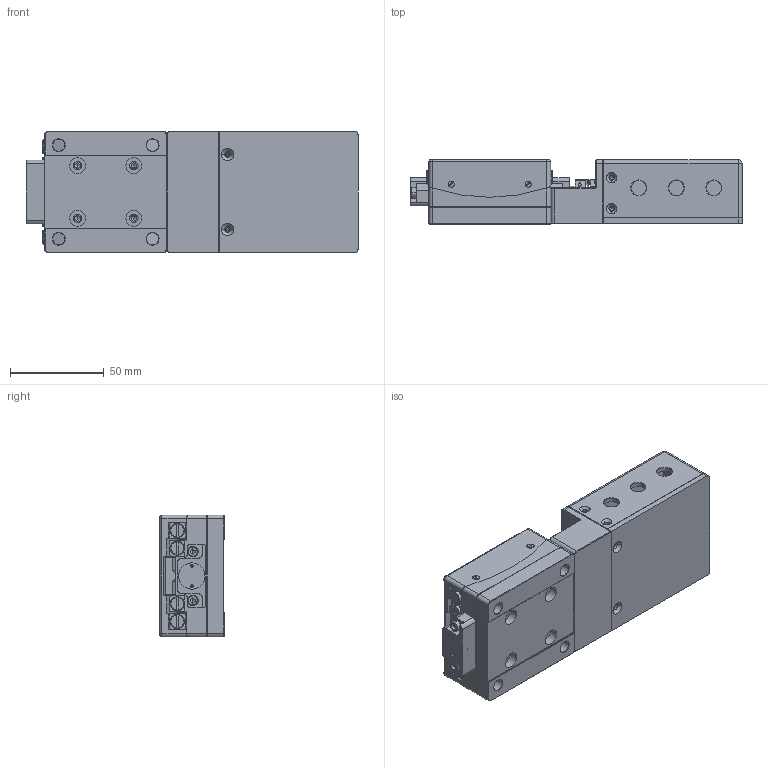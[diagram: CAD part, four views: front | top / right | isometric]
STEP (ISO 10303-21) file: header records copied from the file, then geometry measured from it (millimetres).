
FILE_DESCRIPTION (( 'STEP AP203' ), '1' );
FILE_NAME ('528673.STEP', '2024-09-21T09:08:11', ( '' ), ( '' ), 'SwSTEP 2.0', 'SolidWorks 2020', '' );
FILE_SCHEMA (( 'CONFIG_CONTROL_DESIGN' ));
Products named in the file (1): 528673
Bounding box: 177 x 34.2 x 65 mm (x, y, z)
Volume: 250924.1 mm3; surface area: 126011.4 mm2
Topology: 55 solids, 55 shells, 1693 faces, 4118 edges, 2559 vertices
Faces by surface type: plane 678, cylinder 654, cone 293, torus 54, sphere 10, bspline 4
Entity records: 55831 total; most frequent: CARTESIAN_POINT 15814, DIRECTION 8577, ORIENTED_EDGE 8040, EDGE_CURVE 4020, AXIS2_PLACEMENT_3D 3286, VERTEX_POINT 2555, EDGE_LOOP 2029, LINE 2005
